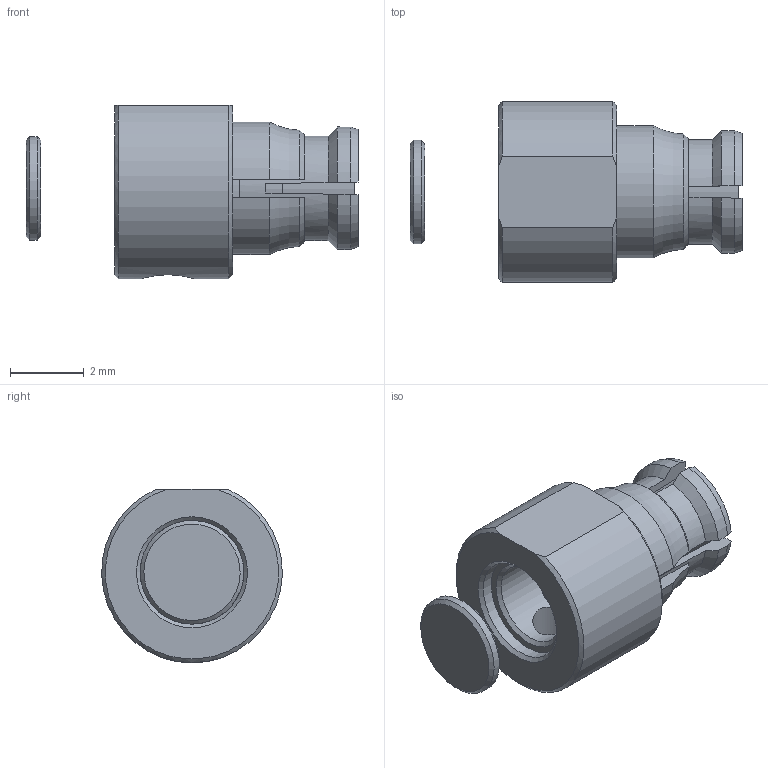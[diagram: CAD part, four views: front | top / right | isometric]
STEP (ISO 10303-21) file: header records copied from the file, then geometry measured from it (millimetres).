
FILE_DESCRIPTION(/* description */ ('Unknown'),/* implementation_level */ '2;1');
FILE_NAME(/* name */ '60119011120920',/* time_stamp */ '2020-01-13T14:36:29+01:00',/* author */ ('Unknown'),/* organization */ ('Unknown'),/* preprocessor_version */ 'ST-DEVELOPER v16.7',/* originating_system */ 'DEX',/* authorisation */ $);
FILE_SCHEMA (('AUTOMOTIVE_DESIGN {1 0 10303 214 3 1 1}'));
Length unit declared in the file: millimetre
Products named in the file (1): 60119011120920
Bounding box: 9 x 4.9 x 4.7 mm (x, y, z)
Volume: 73.5 mm3; surface area: 208.3 mm2
Topology: 2 solids, 2 shells, 110 faces, 273 edges, 177 vertices
Faces by surface type: plane 47, cone 36, cylinder 25, torus 1, bspline 1
Full cylindrical faces by diameter (mm): 0.35 x1, 0.7 x1, 1.2 x1, 1.22 x1, 1.5 x1, 1.55 x1, 2 x3, 2.25 x1, 2.81 x2
Entity records: 4014 total; most frequent: CARTESIAN_POINT 788, DIRECTION 528, ORIENTED_EDGE 482, EDGE_CURVE 241, AXIS2_PLACEMENT_3D 241, VERTEX_POINT 167, FACE_BOUND 144, EDGE_LOOP 143
